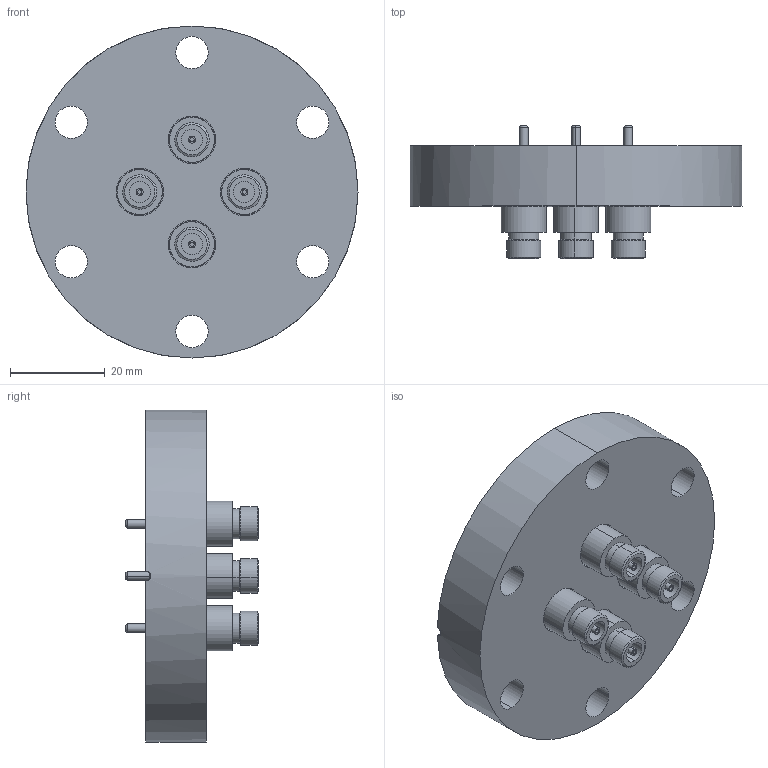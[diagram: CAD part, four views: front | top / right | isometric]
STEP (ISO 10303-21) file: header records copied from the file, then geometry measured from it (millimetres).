
FILE_DESCRIPTION (( 'STEP AP214' ), '1' );
FILE_NAME ('242-SMA50-C40-4.STEP', '2014-11-12T10:11:23', ( 'allectra' ), ( 'Microsoft' ), 'SwSTEP 2.0', 'SolidWorks 2014', '' );
FILE_SCHEMA (( 'AUTOMOTIVE_DESIGN' ));
Length unit declared in the file: millimetre
Products named in the file (3): 242-SMA50; 9411-C40-9.6-4_411-CB40; 242-SMA50-C40-4
Assembly tree (5 placements, depth 2):
  242-SMA50-C40-4
    9411-C40-9.6-4_411-CB40
    242-SMA50  x4
Bounding box: 69.9 x 28 x 69.9 mm (x, y, z)
Volume: 42181.8 mm3; surface area: 18487.1 mm2
Topology: 5 solids, 5 shells, 166 faces, 348 edges, 220 vertices
Faces by surface type: cylinder 98, plane 40, cone 20, torus 8
Entity records: 2420 total; most frequent: DIRECTION 448, CARTESIAN_POINT 432, ORIENTED_EDGE 348, AXIS2_PLACEMENT_3D 194, EDGE_CURVE 174, VERTEX_POINT 112, CIRCLE 110, EDGE_LOOP 106
